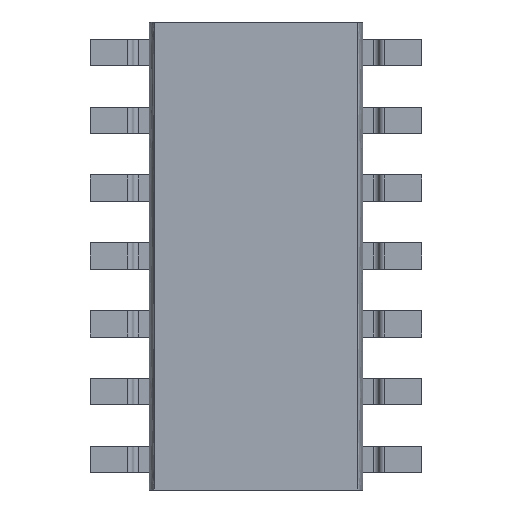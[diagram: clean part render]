
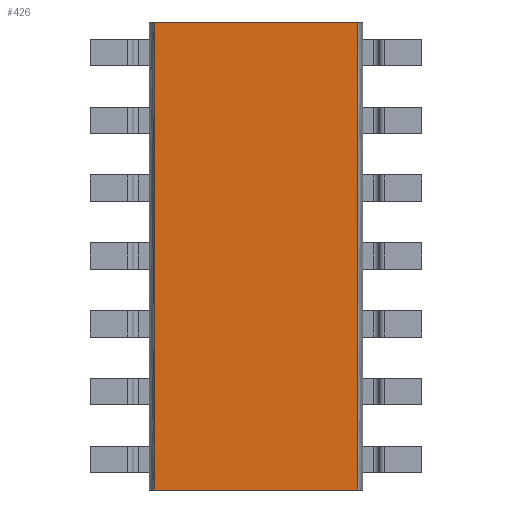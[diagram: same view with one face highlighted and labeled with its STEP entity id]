
A CAD part, front view. The second image highlights one B-rep face of the part: STEP entity #426.
In plain terms, the highlighted planar face has unit normal (0, -1, 0).
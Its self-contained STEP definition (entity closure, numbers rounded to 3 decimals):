
#34 = CARTESIAN_POINT ( 'NONE',  ( 3.9, 0., 0. ) ) ;
#167 = CARTESIAN_POINT ( 'NONE',  ( 3.9, 0., 8.75 ) ) ;
#238 = CARTESIAN_POINT ( 'NONE',  ( 0.1, 0., 0. ) ) ;
#409 = VERTEX_POINT ( 'NONE', #5300 ) ;
#426 = ADVANCED_FACE ( 'NONE', ( #4192 ), #6221, .F. ) ;
#514 = B_SPLINE_CURVE_WITH_KNOTS ( 'NONE', 3,
 ( #3060, #527, #4618, #167 ),
 .UNSPECIFIED., .F., .F.,
 ( 4, 4 ),
 ( 0., 1. ),
 .UNSPECIFIED. ) ;
#527 = CARTESIAN_POINT ( 'NONE',  ( 3.9, 0., 2.917 ) ) ;
#548 = DIRECTION ( 'NONE',  ( 1., 0., 0. ) ) ;
#1652 = DIRECTION ( 'NONE',  ( 1., 0., 0. ) ) ;
#1913 = CARTESIAN_POINT ( 'NONE',  ( 0., 0., 8.75 ) ) ;
#1966 = ORIENTED_EDGE ( 'NONE', *, *, #3554, .T. ) ;
#2381 = EDGE_CURVE ( 'NONE', #2928, #409, #514, .T. ) ;
#2430 = ORIENTED_EDGE ( 'NONE', *, *, #2381, .T. ) ;
#2645 = VECTOR ( 'NONE', #548, 1000. ) ;
#2773 = EDGE_LOOP ( 'NONE', ( #2844, #2430, #5895, #1966 ) ) ;
#2807 = CARTESIAN_POINT ( 'NONE',  ( 0.1, 0., 2.917 ) ) ;
#2833 = B_SPLINE_CURVE_WITH_KNOTS ( 'NONE', 3,
 ( #6202, #4812, #2807, #238 ),
 .UNSPECIFIED., .F., .F.,
 ( 4, 4 ),
 ( 0., 1. ),
 .UNSPECIFIED. ) ;
#2844 = ORIENTED_EDGE ( 'NONE', *, *, #5297, .T. ) ;
#2882 = DIRECTION ( 'NONE',  ( 0., 1., 0. ) ) ;
#2928 = VERTEX_POINT ( 'NONE', #34 ) ;
#3012 = LINE ( 'NONE', #5981, #2645 ) ;
#3060 = CARTESIAN_POINT ( 'NONE',  ( 3.9, 0., 0. ) ) ;
#3554 = EDGE_CURVE ( 'NONE', #3943, #6263, #2833, .T. ) ;
#3595 = CARTESIAN_POINT ( 'NONE',  ( 0., 0., 8.75 ) ) ;
#3671 = CARTESIAN_POINT ( 'NONE',  ( 0.1, 0., 0. ) ) ;
#3686 = AXIS2_PLACEMENT_3D ( 'NONE', #1913, #2882, #6438 ) ;
#3943 = VERTEX_POINT ( 'NONE', #4776 ) ;
#4008 = LINE ( 'NONE', #3595, #4617 ) ;
#4192 = FACE_OUTER_BOUND ( 'NONE', #2773, .T. ) ;
#4617 = VECTOR ( 'NONE', #1652, 1000. ) ;
#4618 = CARTESIAN_POINT ( 'NONE',  ( 3.9, 0., 5.833 ) ) ;
#4776 = CARTESIAN_POINT ( 'NONE',  ( 0.1, 0., 8.75 ) ) ;
#4812 = CARTESIAN_POINT ( 'NONE',  ( 0.1, 0., 5.833 ) ) ;
#5297 = EDGE_CURVE ( 'NONE', #6263, #2928, #3012, .T. ) ;
#5300 = CARTESIAN_POINT ( 'NONE',  ( 3.9, 0., 8.75 ) ) ;
#5682 = EDGE_CURVE ( 'NONE', #3943, #409, #4008, .T. ) ;
#5895 = ORIENTED_EDGE ( 'NONE', *, *, #5682, .F. ) ;
#5981 = CARTESIAN_POINT ( 'NONE',  ( 0., 0., 0. ) ) ;
#6202 = CARTESIAN_POINT ( 'NONE',  ( 0.1, 0., 8.75 ) ) ;
#6221 = PLANE ( 'NONE',  #3686 ) ;
#6263 = VERTEX_POINT ( 'NONE', #3671 ) ;
#6438 = DIRECTION ( 'NONE',  ( 0., 0., 1. ) ) ;
